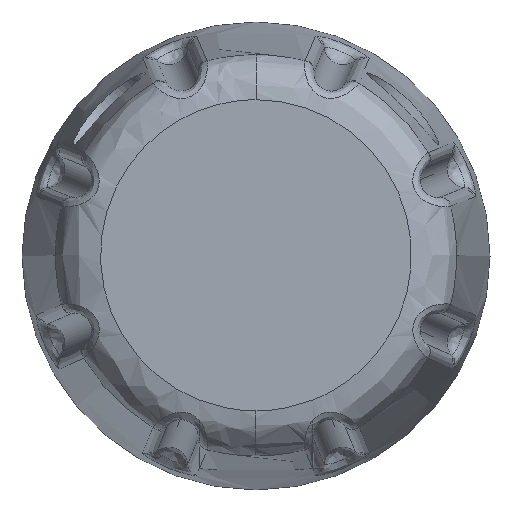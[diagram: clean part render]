
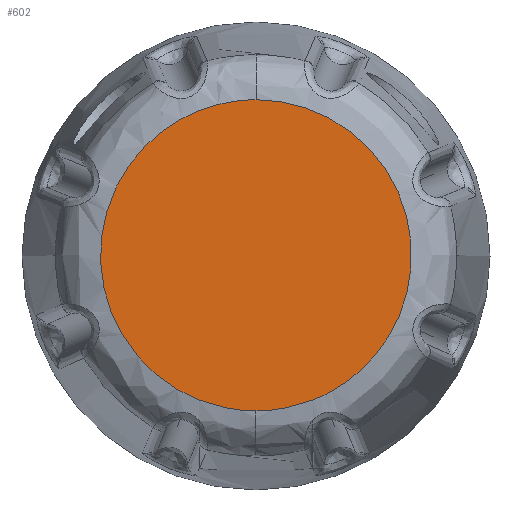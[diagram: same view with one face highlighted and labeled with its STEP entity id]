
A CAD part, top view. The second image highlights one B-rep face of the part: STEP entity #602.
In plain terms, the highlighted planar face has unit normal (0, 0, 1).
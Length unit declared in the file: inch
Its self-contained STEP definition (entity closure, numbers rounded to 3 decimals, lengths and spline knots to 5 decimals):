
#51 = CARTESIAN_POINT ( 'NONE',  ( 0.075, -0.19189, 0.56 ) ) ;
#65 = VERTEX_POINT ( 'NONE', #2306 ) ;
#102 = CARTESIAN_POINT ( 'NONE',  ( -0.02716, -0.20468, 0.56 ) ) ;
#146 = EDGE_CURVE ( 'NONE', #65, #2592, #2366, .T. ) ;
#377 = B_SPLINE_CURVE_WITH_KNOTS ( 'NONE', 3,
 ( #5882, #102, #2541, #6016 ),
 .UNSPECIFIED., .F., .F.,
 ( 4, 4 ),
 ( 0., 0.5 ),
 .UNSPECIFIED. ) ;
#392 = CARTESIAN_POINT ( 'NONE',  ( 0.04053, -0.202, 0.56 ) ) ;
#442 = CARTESIAN_POINT ( 'NONE',  ( 0., 0.20603, 0.56 ) ) ;
#446 = CARTESIAN_POINT ( 'NONE',  ( 0.02715, -0.20469, 0.56 ) ) ;
#530 = CARTESIAN_POINT ( 'NONE',  ( 0.29547, 0.20603, 0.56 ) ) ;
#601 = VERTEX_POINT ( 'NONE', #6125 ) ;
#602 = ADVANCED_FACE ( 'NONE', ( #4560 ), #6030, .T. ) ;
#608 = CARTESIAN_POINT ( 'NONE',  ( -0.3502, -0.08433, 0.56 ) ) ;
#680 = CARTESIAN_POINT ( 'NONE',  ( -0.29547, 0.20603, 0.56 ) ) ;
#692 =( BOUNDED_CURVE ( )  B_SPLINE_CURVE ( 3, ( #4432, #608, #680, #2616 ),
 .UNSPECIFIED., .F., .F. ) 
 B_SPLINE_CURVE_WITH_KNOTS ( ( 4, 4 ),
 ( 0., 0.5 ),
 .UNSPECIFIED. ) 
 CURVE ( )  GEOMETRIC_REPRESENTATION_ITEM ( )  RATIONAL_B_SPLINE_CURVE ( ( 1., 0.457, 0.457, 1. ) ) 
 REPRESENTATION_ITEM ( '' )  );
#837 = EDGE_CURVE ( 'NONE', #601, #1687, #2197, .T. ) ;
#917 = CARTESIAN_POINT ( 'NONE',  ( -0.0523, -0.19964, 0.56 ) ) ;
#1090 = EDGE_CURVE ( 'NONE', #2592, #3901, #5668, .T. ) ;
#1148 = EDGE_LOOP ( 'NONE', ( #5043, #4508, #4052, #5133, #1509, #2543 ) ) ;
#1192 = CARTESIAN_POINT ( 'NONE',  ( 0.0523, -0.19964, 0.56 ) ) ;
#1509 = ORIENTED_EDGE ( 'NONE', *, *, #4920, .F. ) ;
#1687 = VERTEX_POINT ( 'NONE', #4168 ) ;
#1754 = CARTESIAN_POINT ( 'NONE',  ( 0.075, -0.19189, 0.56 ) ) ;
#1782 = VERTEX_POINT ( 'NONE', #6245 ) ;
#1921 = CARTESIAN_POINT ( 'NONE',  ( -0.04053, -0.202, 0.56 ) ) ;
#2197 =( BOUNDED_CURVE ( )  B_SPLINE_CURVE ( 3, ( #1921, #917, #5216, #2291 ),
 .UNSPECIFIED., .F., .F. ) 
 B_SPLINE_CURVE_WITH_KNOTS ( ( 4, 4 ),
 ( 0., 1. ),
 .UNSPECIFIED. ) 
 CURVE ( )  GEOMETRIC_REPRESENTATION_ITEM ( )  RATIONAL_B_SPLINE_CURVE ( ( 1., 0.997, 0.997, 1. ) ) 
 REPRESENTATION_ITEM ( '' )  );
#2291 = CARTESIAN_POINT ( 'NONE',  ( -0.075, -0.19189, 0.56 ) ) ;
#2306 = CARTESIAN_POINT ( 'NONE',  ( 0., 0.20603, 0.56 ) ) ;
#2366 =( BOUNDED_CURVE ( )  B_SPLINE_CURVE ( 3, ( #442, #530, #6218, #2396 ),
 .UNSPECIFIED., .F., .F. ) 
 B_SPLINE_CURVE_WITH_KNOTS ( ( 4, 4 ),
 ( 0.5, 1. ),
 .UNSPECIFIED. ) 
 CURVE ( )  GEOMETRIC_REPRESENTATION_ITEM ( )  RATIONAL_B_SPLINE_CURVE ( ( 1., 0.457, 0.457, 1. ) ) 
 REPRESENTATION_ITEM ( '' )  );
#2396 = CARTESIAN_POINT ( 'NONE',  ( 0.075, -0.19189, 0.56 ) ) ;
#2541 = CARTESIAN_POINT ( 'NONE',  ( -0.01365, -0.20603, 0.56 ) ) ;
#2543 = ORIENTED_EDGE ( 'NONE', *, *, #837, .F. ) ;
#2592 = VERTEX_POINT ( 'NONE', #51 ) ;
#2616 = CARTESIAN_POINT ( 'NONE',  ( 0., 0.20603, 0.56 ) ) ;
#2734 = DIRECTION ( 'NONE',  ( 0., 0., 1. ) ) ;
#2945 = CARTESIAN_POINT ( 'NONE',  ( 0., -0.20603, 0.56 ) ) ;
#3813 = CARTESIAN_POINT ( 'NONE',  ( 0.01365, -0.20603, 0.56 ) ) ;
#3901 = VERTEX_POINT ( 'NONE', #392 ) ;
#4052 = ORIENTED_EDGE ( 'NONE', *, *, #1090, .F. ) ;
#4107 = CARTESIAN_POINT ( 'NONE',  ( 0.06382, -0.19626, 0.56 ) ) ;
#4168 = CARTESIAN_POINT ( 'NONE',  ( -0.075, -0.19189, 0.56 ) ) ;
#4171 = DIRECTION ( 'NONE',  ( 1., 0., 0. ) ) ;
#4393 = B_SPLINE_CURVE_WITH_KNOTS ( 'NONE', 3,
 ( #2945, #3813, #446, #6285 ),
 .UNSPECIFIED., .F., .F.,
 ( 4, 4 ),
 ( 0.5, 1. ),
 .UNSPECIFIED. ) ;
#4432 = CARTESIAN_POINT ( 'NONE',  ( -0.075, -0.19189, 0.56 ) ) ;
#4483 = EDGE_CURVE ( 'NONE', #601, #1782, #377, .T. ) ;
#4508 = ORIENTED_EDGE ( 'NONE', *, *, #5737, .T. ) ;
#4560 = FACE_OUTER_BOUND ( 'NONE', #1148, .T. ) ;
#4920 = EDGE_CURVE ( 'NONE', #1687, #65, #692, .T. ) ;
#5043 = ORIENTED_EDGE ( 'NONE', *, *, #4483, .T. ) ;
#5133 = ORIENTED_EDGE ( 'NONE', *, *, #146, .F. ) ;
#5165 = CARTESIAN_POINT ( 'NONE',  ( 0.04053, -0.202, 0.56 ) ) ;
#5216 = CARTESIAN_POINT ( 'NONE',  ( -0.06382, -0.19626, 0.56 ) ) ;
#5390 = AXIS2_PLACEMENT_3D ( 'NONE', #5620, #2734, #4171 ) ;
#5620 = CARTESIAN_POINT ( 'NONE',  ( 0., 0., 0.56 ) ) ;
#5668 =( BOUNDED_CURVE ( )  B_SPLINE_CURVE ( 3, ( #1754, #4107, #1192, #5165 ),
 .UNSPECIFIED., .F., .F. ) 
 B_SPLINE_CURVE_WITH_KNOTS ( ( 4, 4 ),
 ( 0., 1. ),
 .UNSPECIFIED. ) 
 CURVE ( )  GEOMETRIC_REPRESENTATION_ITEM ( )  RATIONAL_B_SPLINE_CURVE ( ( 1., 0.997, 0.997, 1. ) ) 
 REPRESENTATION_ITEM ( '' )  );
#5737 = EDGE_CURVE ( 'NONE', #1782, #3901, #4393, .T. ) ;
#5882 = CARTESIAN_POINT ( 'NONE',  ( -0.04053, -0.202, 0.56 ) ) ;
#6016 = CARTESIAN_POINT ( 'NONE',  ( 0., -0.20603, 0.56 ) ) ;
#6030 = PLANE ( 'NONE',  #5390 ) ;
#6125 = CARTESIAN_POINT ( 'NONE',  ( -0.04053, -0.202, 0.56 ) ) ;
#6218 = CARTESIAN_POINT ( 'NONE',  ( 0.3502, -0.08433, 0.56 ) ) ;
#6245 = CARTESIAN_POINT ( 'NONE',  ( 0., -0.20603, 0.56 ) ) ;
#6285 = CARTESIAN_POINT ( 'NONE',  ( 0.04053, -0.202, 0.56 ) ) ;
